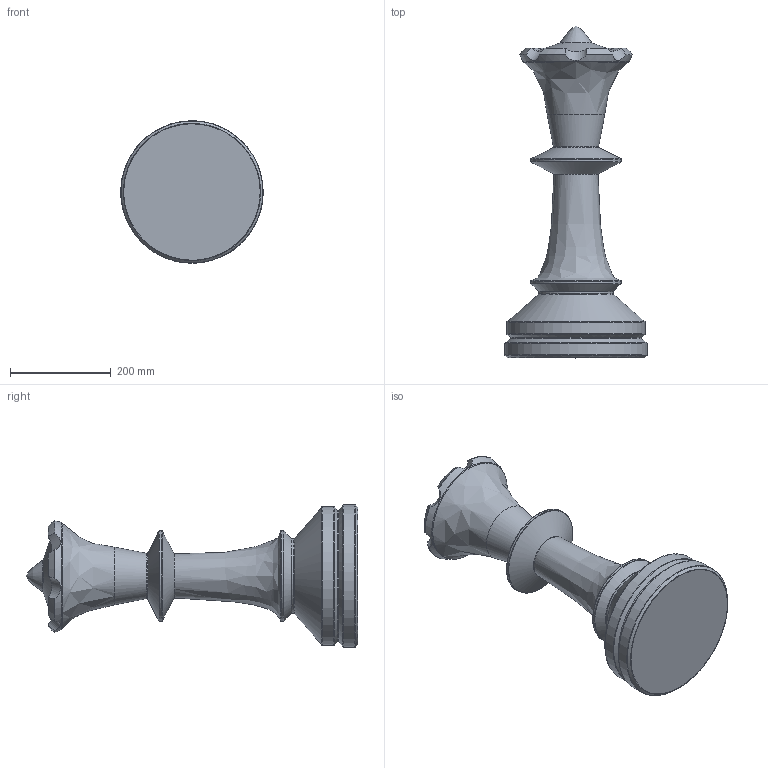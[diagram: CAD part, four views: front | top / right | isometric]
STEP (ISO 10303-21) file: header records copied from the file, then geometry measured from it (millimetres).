
FILE_DESCRIPTION ((), '1');
FILE_NAME ('Rio_Fortian__Hooby__Chess_Pieces__Queen.stp', '2019-06-17T08:48:51', ('Unknown'), ('Unknown'), 'HarmonyWare STEP v1.7.11', 'HarmonyWare Translators', '');
FILE_SCHEMA (('CONFIG_CONTROL_DESIGN'));
Length unit declared in the file: centimetre
Products named in the file (1): Queen
Bounding box: 282.82 x 659.34 x 282.85 mm (x, y, z)
Volume: 13012239.9 mm3; surface area: 460559.1 mm2
Topology: 1 solids, 1 shells, 69 faces, 165 edges, 96 vertices
Faces by surface type: bspline 69
Entity records: 10646 total; most frequent: CARTESIAN_POINT 9691, ORIENTED_EDGE 326, EDGE_CURVE 163, VERTEX_POINT 96, EDGE_LOOP 69, FACE_OUTER_BOUND 69, ADVANCED_FACE 69, B_SPLINE_CURVE_WITH_KNOTS 59
